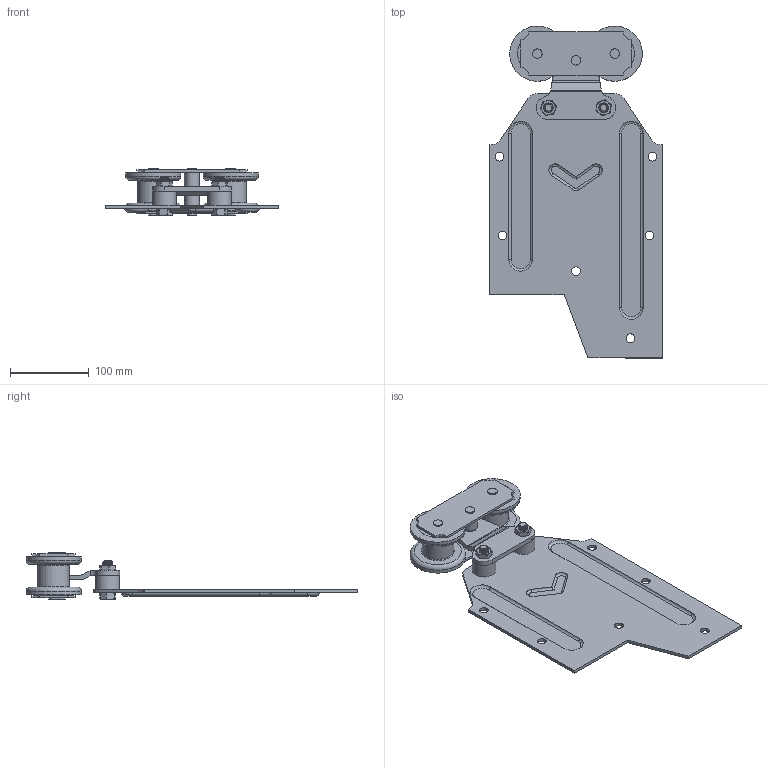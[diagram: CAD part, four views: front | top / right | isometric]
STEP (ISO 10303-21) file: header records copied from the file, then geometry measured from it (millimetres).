
FILE_DESCRIPTION(/* description */ (''),/* implementation_level */ '2;1');
FILE_NAME(/* name */ '281.stp',/* time_stamp */ '2016-11-07T16:32:30+01:00',/* author */ ('ANTHONY'),/* organization */ (''),/* preprocessor_version */ 'ST-DEVELOPER v16.5',/* originating_system */ 'Autodesk Inventor 2017',/* authorisation */ '');
FILE_SCHEMA (('AUTOMOTIVE_DESIGN { 1 0 10303 214 3 1 1 }'));
Length unit declared in the file: millimetre
Products named in the file (11): 281; 15502; 15538 MONT; 15109; 15056; 14540; 14953; 15286; 14870; vis TH M12x40; 06012
Assembly tree (19 placements, depth 2):
  281
    15502  x2
    15538 MONT  x3
    15109  x2
    15056  x2
    14540  x2
    14953
    15286
    14870  x2
    vis TH M12x40  x2
    06012  x2
Bounding box: 220 x 420.5 x 59.5 mm (x, y, z)
Volume: 574383.4 mm3; surface area: 262508.2 mm2
Topology: 17 solids, 19 shells, 409 faces, 1035 edges, 658 vertices
Faces by surface type: cylinder 189, plane 172, torus 27, cone 14, bspline 7
Full cylindrical faces by diameter (mm): 9.7 x6, 10 x6, 10.106 x2, 11 x6, 12 x6, 12.2 x6, 16 x3, 16.2 x5, 19.2 x2, 25.8 x2, 26.15 x2, 30 x2, 40 x2, 50 x4, 70 x4
Entity records: 10460 total; most frequent: CARTESIAN_POINT 4189, DIRECTION 1340, ORIENTED_EDGE 1124, EDGE_CURVE 562, AXIS2_PLACEMENT_3D 555, VERTEX_POINT 389, EDGE_LOOP 339, CIRCLE 282
